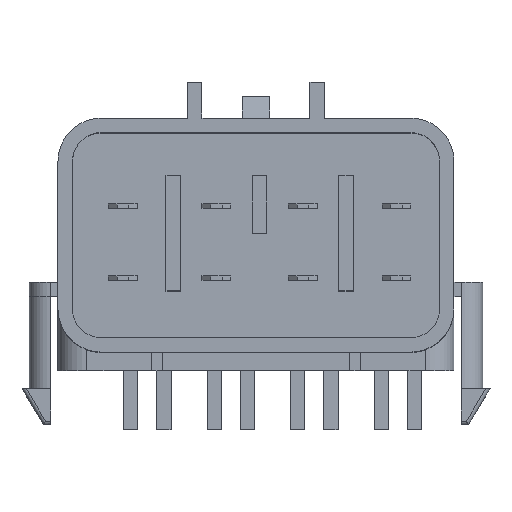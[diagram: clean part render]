
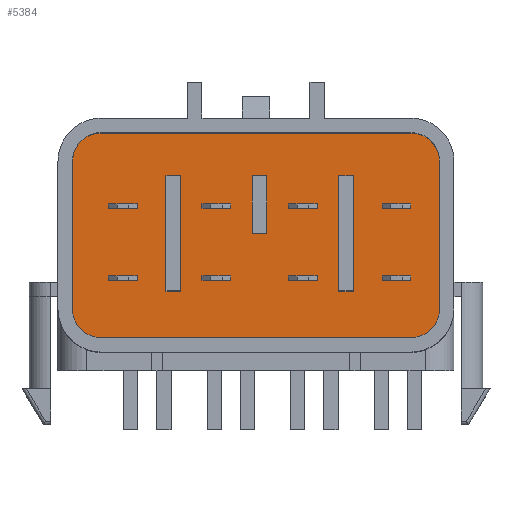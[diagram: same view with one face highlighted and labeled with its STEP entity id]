
A CAD part, top view. The second image highlights one B-rep face of the part: STEP entity #5384.
In plain terms, the highlighted planar face has unit normal (0, 0, 1).
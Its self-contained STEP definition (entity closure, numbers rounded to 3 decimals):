
#50=FACE_BOUND('',#734,.T.);
#51=FACE_BOUND('',#735,.T.);
#52=FACE_BOUND('',#736,.T.);
#128=PLANE('',#5750);
#423=FACE_OUTER_BOUND('',#733,.T.);
#733=EDGE_LOOP('',(#4181,#4182,#4183,#4184,#4185,#4186,#4187,#4188));
#734=EDGE_LOOP('',(#4189,#4190,#4191,#4192));
#735=EDGE_LOOP('',(#4193,#4194,#4195,#4196));
#736=EDGE_LOOP('',(#4197,#4198,#4199,#4200));
#986=CIRCLE('',#5751,2.);
#987=CIRCLE('',#5752,2.);
#988=CIRCLE('',#5753,2.);
#989=CIRCLE('',#5754,1.991);
#1222=LINE('',#7924,#1944);
#1223=LINE('',#7928,#1945);
#1224=LINE('',#7932,#1946);
#1225=LINE('',#7936,#1947);
#1226=LINE('',#7940,#1948);
#1227=LINE('',#7942,#1949);
#1228=LINE('',#7944,#1950);
#1229=LINE('',#7945,#1951);
#1230=LINE('',#7948,#1952);
#1231=LINE('',#7950,#1953);
#1232=LINE('',#7952,#1954);
#1233=LINE('',#7953,#1955);
#1234=LINE('',#7956,#1956);
#1235=LINE('',#7958,#1957);
#1236=LINE('',#7960,#1958);
#1237=LINE('',#7961,#1959);
#1944=VECTOR('',#6443,10.);
#1945=VECTOR('',#6446,10.);
#1946=VECTOR('',#6449,10.);
#1947=VECTOR('',#6452,10.);
#1948=VECTOR('',#6455,10.);
#1949=VECTOR('',#6456,10.);
#1950=VECTOR('',#6457,10.);
#1951=VECTOR('',#6458,10.);
#1952=VECTOR('',#6459,10.);
#1953=VECTOR('',#6460,10.);
#1954=VECTOR('',#6461,10.);
#1955=VECTOR('',#6462,10.);
#1956=VECTOR('',#6463,10.);
#1957=VECTOR('',#6464,10.);
#1958=VECTOR('',#6465,10.);
#1959=VECTOR('',#6466,10.);
#2612=VERTEX_POINT('',#7922);
#2613=VERTEX_POINT('',#7923);
#2614=VERTEX_POINT('',#7925);
#2615=VERTEX_POINT('',#7927);
#2616=VERTEX_POINT('',#7929);
#2617=VERTEX_POINT('',#7931);
#2618=VERTEX_POINT('',#7933);
#2619=VERTEX_POINT('',#7935);
#2620=VERTEX_POINT('',#7938);
#2621=VERTEX_POINT('',#7939);
#2622=VERTEX_POINT('',#7941);
#2623=VERTEX_POINT('',#7943);
#2624=VERTEX_POINT('',#7946);
#2625=VERTEX_POINT('',#7947);
#2626=VERTEX_POINT('',#7949);
#2627=VERTEX_POINT('',#7951);
#2628=VERTEX_POINT('',#7954);
#2629=VERTEX_POINT('',#7955);
#2630=VERTEX_POINT('',#7957);
#2631=VERTEX_POINT('',#7959);
#3201=EDGE_CURVE('',#2612,#2613,#1222,.T.);
#3202=EDGE_CURVE('',#2614,#2612,#986,.T.);
#3203=EDGE_CURVE('',#2615,#2614,#1223,.T.);
#3204=EDGE_CURVE('',#2616,#2615,#987,.T.);
#3205=EDGE_CURVE('',#2617,#2616,#1224,.T.);
#3206=EDGE_CURVE('',#2618,#2617,#988,.T.);
#3207=EDGE_CURVE('',#2619,#2618,#1225,.T.);
#3208=EDGE_CURVE('',#2613,#2619,#989,.T.);
#3209=EDGE_CURVE('',#2620,#2621,#1226,.T.);
#3210=EDGE_CURVE('',#2621,#2622,#1227,.T.);
#3211=EDGE_CURVE('',#2622,#2623,#1228,.T.);
#3212=EDGE_CURVE('',#2623,#2620,#1229,.T.);
#3213=EDGE_CURVE('',#2624,#2625,#1230,.T.);
#3214=EDGE_CURVE('',#2625,#2626,#1231,.T.);
#3215=EDGE_CURVE('',#2626,#2627,#1232,.T.);
#3216=EDGE_CURVE('',#2627,#2624,#1233,.T.);
#3217=EDGE_CURVE('',#2628,#2629,#1234,.T.);
#3218=EDGE_CURVE('',#2629,#2630,#1235,.T.);
#3219=EDGE_CURVE('',#2630,#2631,#1236,.T.);
#3220=EDGE_CURVE('',#2631,#2628,#1237,.T.);
#4181=ORIENTED_EDGE('',*,*,#3201,.F.);
#4182=ORIENTED_EDGE('',*,*,#3202,.F.);
#4183=ORIENTED_EDGE('',*,*,#3203,.F.);
#4184=ORIENTED_EDGE('',*,*,#3204,.F.);
#4185=ORIENTED_EDGE('',*,*,#3205,.F.);
#4186=ORIENTED_EDGE('',*,*,#3206,.F.);
#4187=ORIENTED_EDGE('',*,*,#3207,.F.);
#4188=ORIENTED_EDGE('',*,*,#3208,.F.);
#4189=ORIENTED_EDGE('',*,*,#3209,.T.);
#4190=ORIENTED_EDGE('',*,*,#3210,.T.);
#4191=ORIENTED_EDGE('',*,*,#3211,.T.);
#4192=ORIENTED_EDGE('',*,*,#3212,.T.);
#4193=ORIENTED_EDGE('',*,*,#3213,.T.);
#4194=ORIENTED_EDGE('',*,*,#3214,.T.);
#4195=ORIENTED_EDGE('',*,*,#3215,.T.);
#4196=ORIENTED_EDGE('',*,*,#3216,.T.);
#4197=ORIENTED_EDGE('',*,*,#3217,.T.);
#4198=ORIENTED_EDGE('',*,*,#3218,.T.);
#4199=ORIENTED_EDGE('',*,*,#3219,.T.);
#4200=ORIENTED_EDGE('',*,*,#3220,.T.);
#5384=ADVANCED_FACE('',(#423,#50,#51,#52),#128,.T.);
#5750=AXIS2_PLACEMENT_3D('',#7921,#6441,#6442);
#5751=AXIS2_PLACEMENT_3D('',#7926,#6444,#6445);
#5752=AXIS2_PLACEMENT_3D('',#7930,#6447,#6448);
#5753=AXIS2_PLACEMENT_3D('',#7934,#6450,#6451);
#5754=AXIS2_PLACEMENT_3D('',#7937,#6453,#6454);
#6441=DIRECTION('center_axis',(0.,0.,1.));
#6442=DIRECTION('ref_axis',(1.,0.,0.));
#6443=DIRECTION('',(0.,1.,0.));
#6444=DIRECTION('center_axis',(0.,0.,-1.));
#6445=DIRECTION('ref_axis',(-1.,0.,0.));
#6446=DIRECTION('',(-1.,0.,0.));
#6447=DIRECTION('center_axis',(0.,0.,-1.));
#6448=DIRECTION('ref_axis',(0.,-1.,0.));
#6449=DIRECTION('',(0.,-1.,0.));
#6450=DIRECTION('center_axis',(0.,0.,-1.));
#6451=DIRECTION('ref_axis',(1.,0.004,0.));
#6452=DIRECTION('',(1.,0.,0.));
#6453=DIRECTION('center_axis',(0.,0.,-1.));
#6454=DIRECTION('ref_axis',(0.004,1.,0.));
#6455=DIRECTION('',(0.,1.,0.));
#6456=DIRECTION('',(1.,0.,0.));
#6457=DIRECTION('',(0.,-1.,0.));
#6458=DIRECTION('',(-1.,0.,0.));
#6459=DIRECTION('',(0.,1.,0.));
#6460=DIRECTION('',(1.,0.,0.));
#6461=DIRECTION('',(0.,-1.,0.));
#6462=DIRECTION('',(-1.,0.,0.));
#6463=DIRECTION('',(0.,1.,0.));
#6464=DIRECTION('',(1.,0.,0.));
#6465=DIRECTION('',(0.,-1.,0.));
#6466=DIRECTION('',(-1.,0.,0.));
#7921=CARTESIAN_POINT('Origin',(3.25,3.875,0.));
#7922=CARTESIAN_POINT('',(-9.5,-1.25,0.));
#7923=CARTESIAN_POINT('',(-9.5,9.,0.));
#7924=CARTESIAN_POINT('',(-9.5,9.,0.));
#7925=CARTESIAN_POINT('',(-7.5,-3.25,0.));
#7926=CARTESIAN_POINT('Origin',(-7.5,-1.25,0.));
#7927=CARTESIAN_POINT('',(14.,-3.25,0.));
#7928=CARTESIAN_POINT('',(14.,-3.25,0.));
#7929=CARTESIAN_POINT('',(16.,-1.25,0.));
#7930=CARTESIAN_POINT('Origin',(14.,-1.25,0.));
#7931=CARTESIAN_POINT('',(16.,9.,0.));
#7932=CARTESIAN_POINT('',(16.,9.,0.));
#7933=CARTESIAN_POINT('',(14.,10.991,0.));
#7934=CARTESIAN_POINT('Origin',(14.,8.991,0.));
#7935=CARTESIAN_POINT('',(-7.5,10.991,0.));
#7936=CARTESIAN_POINT('',(-7.5,10.991,0.));
#7937=CARTESIAN_POINT('Origin',(-7.509,9.,0.));
#7938=CARTESIAN_POINT('',(9.,0.,0.));
#7939=CARTESIAN_POINT('',(9.,8.,0.));
#7940=CARTESIAN_POINT('',(9.,0.,0.));
#7941=CARTESIAN_POINT('',(10.,8.,0.));
#7942=CARTESIAN_POINT('',(9.,8.,0.));
#7943=CARTESIAN_POINT('',(10.,0.,0.));
#7944=CARTESIAN_POINT('',(10.,8.,0.));
#7945=CARTESIAN_POINT('',(10.,0.,0.));
#7946=CARTESIAN_POINT('',(3.,4.,0.));
#7947=CARTESIAN_POINT('',(3.,8.,0.));
#7948=CARTESIAN_POINT('',(3.,4.,0.));
#7949=CARTESIAN_POINT('',(4.,8.,0.));
#7950=CARTESIAN_POINT('',(3.,8.,0.));
#7951=CARTESIAN_POINT('',(4.,4.,0.));
#7952=CARTESIAN_POINT('',(4.,8.,0.));
#7953=CARTESIAN_POINT('',(4.,4.,0.));
#7954=CARTESIAN_POINT('',(-3.,0.,0.));
#7955=CARTESIAN_POINT('',(-3.,8.,0.));
#7956=CARTESIAN_POINT('',(-3.,0.,0.));
#7957=CARTESIAN_POINT('',(-2.,8.,0.));
#7958=CARTESIAN_POINT('',(-3.,8.,0.));
#7959=CARTESIAN_POINT('',(-2.,0.,0.));
#7960=CARTESIAN_POINT('',(-2.,8.,0.));
#7961=CARTESIAN_POINT('',(-2.,0.,0.));
